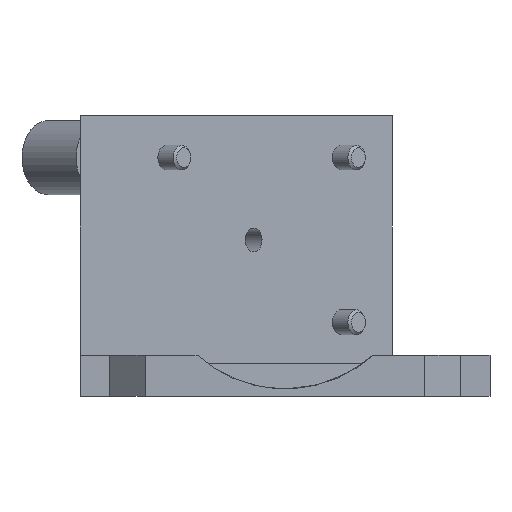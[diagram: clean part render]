
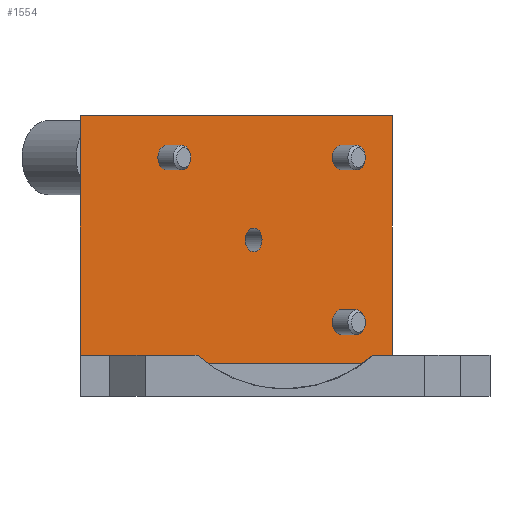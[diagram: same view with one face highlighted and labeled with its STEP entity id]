
A CAD part, front view. The second image highlights one B-rep face of the part: STEP entity #1554.
In plain terms, the highlighted planar face has unit normal (0.707, -0.707, 0).
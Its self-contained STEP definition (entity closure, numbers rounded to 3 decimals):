
#81=FACE_BOUND('',#293,.T.);
#82=FACE_BOUND('',#294,.T.);
#83=FACE_BOUND('',#295,.T.);
#84=FACE_BOUND('',#296,.T.);
#126=PLANE('',#1770);
#198=FACE_OUTER_BOUND('',#292,.T.);
#292=EDGE_LOOP('',(#1281,#1282,#1283,#1284));
#293=EDGE_LOOP('',(#1285));
#294=EDGE_LOOP('',(#1286));
#295=EDGE_LOOP('',(#1287));
#296=EDGE_LOOP('',(#1288));
#375=CIRCLE('',#1771,1.45);
#376=CIRCLE('',#1772,1.45);
#377=CIRCLE('',#1773,1.45);
#378=CIRCLE('',#1774,1.45);
#481=LINE('',#2524,#635);
#488=LINE('',#2538,#642);
#489=LINE('',#2544,#643);
#491=LINE('',#2547,#645);
#635=VECTOR('',#2062,10.);
#642=VECTOR('',#2071,10.);
#643=VECTOR('',#2078,10.);
#645=VECTOR('',#2082,10.);
#775=VERTEX_POINT('',#2522);
#776=VERTEX_POINT('',#2523);
#780=VERTEX_POINT('',#2532);
#782=VERTEX_POINT('',#2536);
#785=VERTEX_POINT('',#2548);
#786=VERTEX_POINT('',#2550);
#787=VERTEX_POINT('',#2552);
#788=VERTEX_POINT('',#2554);
#952=EDGE_CURVE('',#775,#776,#481,.T.);
#959=EDGE_CURVE('',#780,#782,#488,.T.);
#962=EDGE_CURVE('',#780,#775,#489,.T.);
#964=EDGE_CURVE('',#776,#782,#491,.T.);
#965=EDGE_CURVE('',#785,#785,#375,.T.);
#966=EDGE_CURVE('',#786,#786,#376,.T.);
#967=EDGE_CURVE('',#787,#787,#377,.T.);
#968=EDGE_CURVE('',#788,#788,#378,.T.);
#1281=ORIENTED_EDGE('',*,*,#959,.T.);
#1282=ORIENTED_EDGE('',*,*,#964,.F.);
#1283=ORIENTED_EDGE('',*,*,#952,.F.);
#1284=ORIENTED_EDGE('',*,*,#962,.F.);
#1285=ORIENTED_EDGE('',*,*,#965,.T.);
#1286=ORIENTED_EDGE('',*,*,#966,.T.);
#1287=ORIENTED_EDGE('',*,*,#967,.T.);
#1288=ORIENTED_EDGE('',*,*,#968,.T.);
#1554=ADVANCED_FACE('',(#198,#81,#82,#83,#84),#126,.T.);
#1770=AXIS2_PLACEMENT_3D('',#2546,#2080,#2081);
#1771=AXIS2_PLACEMENT_3D('',#2549,#2083,#2084);
#1772=AXIS2_PLACEMENT_3D('',#2551,#2085,#2086);
#1773=AXIS2_PLACEMENT_3D('',#2553,#2087,#2088);
#1774=AXIS2_PLACEMENT_3D('',#2555,#2089,#2090);
#2062=DIRECTION('',(0.707,0.707,0.));
#2071=DIRECTION('',(0.707,0.707,0.));
#2078=DIRECTION('',(0.,0.,1.));
#2080=DIRECTION('center_axis',(0.707,-0.707,0.));
#2081=DIRECTION('ref_axis',(0.707,0.707,0.));
#2082=DIRECTION('',(0.,0.,-1.));
#2083=DIRECTION('center_axis',(-0.707,0.707,0.));
#2084=DIRECTION('ref_axis',(-0.707,-0.707,0.));
#2085=DIRECTION('center_axis',(-0.707,0.707,0.));
#2086=DIRECTION('ref_axis',(-0.707,-0.707,0.));
#2087=DIRECTION('center_axis',(-0.707,0.707,0.));
#2088=DIRECTION('ref_axis',(-0.707,-0.707,0.));
#2089=DIRECTION('center_axis',(-0.707,0.707,0.));
#2090=DIRECTION('ref_axis',(-0.707,-0.707,0.));
#2522=CARTESIAN_POINT('',(-45.83,7.911,44.1));
#2523=CARTESIAN_POINT('',(-7.911,45.83,44.1));
#2524=CARTESIAN_POINT('',(-36.35,17.391,44.1));
#2532=CARTESIAN_POINT('',(-45.83,7.911,14.));
#2536=CARTESIAN_POINT('',(-7.911,45.83,14.));
#2538=CARTESIAN_POINT('',(-26.87,26.87,14.));
#2544=CARTESIAN_POINT('',(-45.83,7.911,26.5));
#2546=CARTESIAN_POINT('Origin',(-45.83,7.911,15.));
#2547=CARTESIAN_POINT('',(-7.911,45.83,26.5));
#2548=CARTESIAN_POINT('',(-34.33,19.41,39.));
#2549=CARTESIAN_POINT('Origin',(-35.356,18.385,39.));
#2550=CARTESIAN_POINT('',(-23.724,30.017,29.));
#2551=CARTESIAN_POINT('Origin',(-24.749,28.992,29.));
#2552=CARTESIAN_POINT('',(-13.117,40.624,39.));
#2553=CARTESIAN_POINT('Origin',(-14.143,39.598,39.));
#2554=CARTESIAN_POINT('',(-13.117,40.624,19.));
#2555=CARTESIAN_POINT('Origin',(-14.143,39.598,19.));
